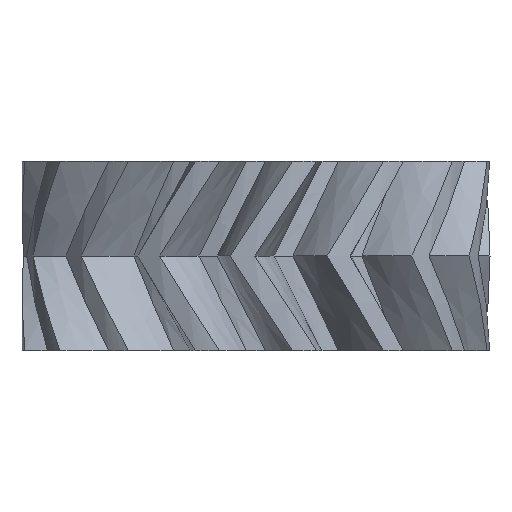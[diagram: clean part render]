
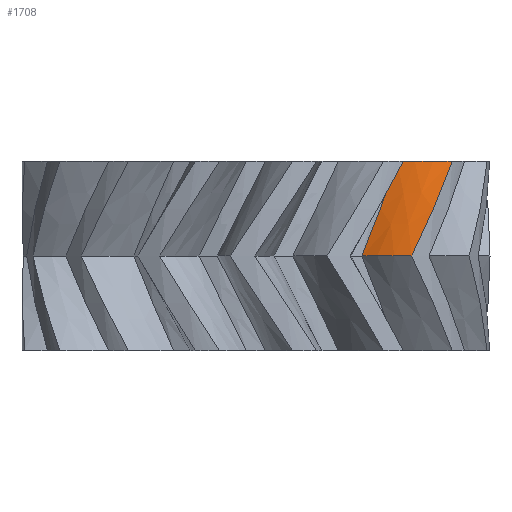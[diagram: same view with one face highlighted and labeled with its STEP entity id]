
A CAD part, front view. The second image highlights one B-rep face of the part: STEP entity #1708.
In plain terms, the highlighted free-form (B-spline) face has degree [3, 3] with [4, 4] control points.
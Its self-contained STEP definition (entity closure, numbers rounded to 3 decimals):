
#99=B_SPLINE_CURVE_WITH_KNOTS('',3,(#2778,#2779,#2780,#2781),
 .UNSPECIFIED.,.F.,.F.,(4,4),(0.,0.302),.UNSPECIFIED.);
#100=B_SPLINE_CURVE_WITH_KNOTS('',3,(#2783,#2784,#2785,#2786),
 .UNSPECIFIED.,.F.,.F.,(4,4),(0.,0.267),.UNSPECIFIED.);
#101=B_SPLINE_CURVE_WITH_KNOTS('',3,(#2788,#2789,#2790,#2791),
 .UNSPECIFIED.,.F.,.F.,(4,4),(-0.353,0.),.UNSPECIFIED.);
#102=B_SPLINE_CURVE_WITH_KNOTS('',3,(#2792,#2793,#2794,#2795),
 .UNSPECIFIED.,.F.,.F.,(4,4),(0.,0.267),.UNSPECIFIED.);
#298=B_SPLINE_SURFACE_WITH_KNOTS('',3,3,((#2760,#2761,#2762,#2763),(#2764,
#2765,#2766,#2767),(#2768,#2769,#2770,#2771),(#2772,#2773,#2774,#2775)),
 .UNSPECIFIED.,.F.,.F.,.F.,(4,4),(4,4),(-0.353,0.),(0.,0.267),
 .UNSPECIFIED.);
#389=FACE_OUTER_BOUND('',#497,.T.);
#497=EDGE_LOOP('',(#1190,#1191,#1192,#1193));
#684=VERTEX_POINT('',#2776);
#685=VERTEX_POINT('',#2777);
#686=VERTEX_POINT('',#2782);
#687=VERTEX_POINT('',#2787);
#884=EDGE_CURVE('',#684,#685,#99,.T.);
#885=EDGE_CURVE('',#686,#685,#100,.T.);
#886=EDGE_CURVE('',#687,#686,#101,.T.);
#887=EDGE_CURVE('',#687,#684,#102,.T.);
#1190=ORIENTED_EDGE('',*,*,#884,.T.);
#1191=ORIENTED_EDGE('',*,*,#885,.F.);
#1192=ORIENTED_EDGE('',*,*,#886,.F.);
#1193=ORIENTED_EDGE('',*,*,#887,.T.);
#1708=ADVANCED_FACE('',(#389),#298,.F.);
#2760=CARTESIAN_POINT('Ctrl Pts',(7.426,-6.014,10.));
#2761=CARTESIAN_POINT('Ctrl Pts',(6.892,-6.674,8.333));
#2762=CARTESIAN_POINT('Ctrl Pts',(6.269,-7.262,6.667));
#2763=CARTESIAN_POINT('Ctrl Pts',(5.579,-7.758,5.));
#2764=CARTESIAN_POINT('Ctrl Pts',(8.347,-6.417,10.));
#2765=CARTESIAN_POINT('Ctrl Pts',(7.776,-7.159,8.333));
#2766=CARTESIAN_POINT('Ctrl Pts',(7.107,-7.824,6.667));
#2767=CARTESIAN_POINT('Ctrl Pts',(6.361,-8.39,5.));
#2768=CARTESIAN_POINT('Ctrl Pts',(9.339,-6.656,10.));
#2769=CARTESIAN_POINT('Ctrl Pts',(8.747,-7.486,8.333));
#2770=CARTESIAN_POINT('Ctrl Pts',(8.044,-8.237,6.667));
#2771=CARTESIAN_POINT('Ctrl Pts',(7.255,-8.882,5.));
#2772=CARTESIAN_POINT('Ctrl Pts',(10.342,-6.716,10.));
#2773=CARTESIAN_POINT('Ctrl Pts',(9.745,-7.636,8.333));
#2774=CARTESIAN_POINT('Ctrl Pts',(9.025,-8.475,6.667));
#2775=CARTESIAN_POINT('Ctrl Pts',(8.207,-9.204,5.));
#2776=CARTESIAN_POINT('',(5.579,-7.758,5.));
#2777=CARTESIAN_POINT('',(8.207,-9.204,5.));
#2778=CARTESIAN_POINT('Ctrl Pts',(5.579,-7.758,5.));
#2779=CARTESIAN_POINT('Ctrl Pts',(6.361,-8.39,5.));
#2780=CARTESIAN_POINT('Ctrl Pts',(7.255,-8.882,5.));
#2781=CARTESIAN_POINT('Ctrl Pts',(8.207,-9.204,5.));
#2782=CARTESIAN_POINT('',(10.342,-6.716,10.));
#2783=CARTESIAN_POINT('Ctrl Pts',(10.342,-6.716,10.));
#2784=CARTESIAN_POINT('Ctrl Pts',(9.745,-7.636,8.333));
#2785=CARTESIAN_POINT('Ctrl Pts',(9.025,-8.475,6.667));
#2786=CARTESIAN_POINT('Ctrl Pts',(8.207,-9.204,5.));
#2787=CARTESIAN_POINT('',(7.426,-6.014,10.));
#2788=CARTESIAN_POINT('Ctrl Pts',(7.426,-6.014,10.));
#2789=CARTESIAN_POINT('Ctrl Pts',(8.347,-6.417,10.));
#2790=CARTESIAN_POINT('Ctrl Pts',(9.339,-6.656,10.));
#2791=CARTESIAN_POINT('Ctrl Pts',(10.342,-6.716,10.));
#2792=CARTESIAN_POINT('Ctrl Pts',(7.426,-6.014,10.));
#2793=CARTESIAN_POINT('Ctrl Pts',(6.892,-6.674,8.333));
#2794=CARTESIAN_POINT('Ctrl Pts',(6.269,-7.262,6.667));
#2795=CARTESIAN_POINT('Ctrl Pts',(5.579,-7.758,5.));
